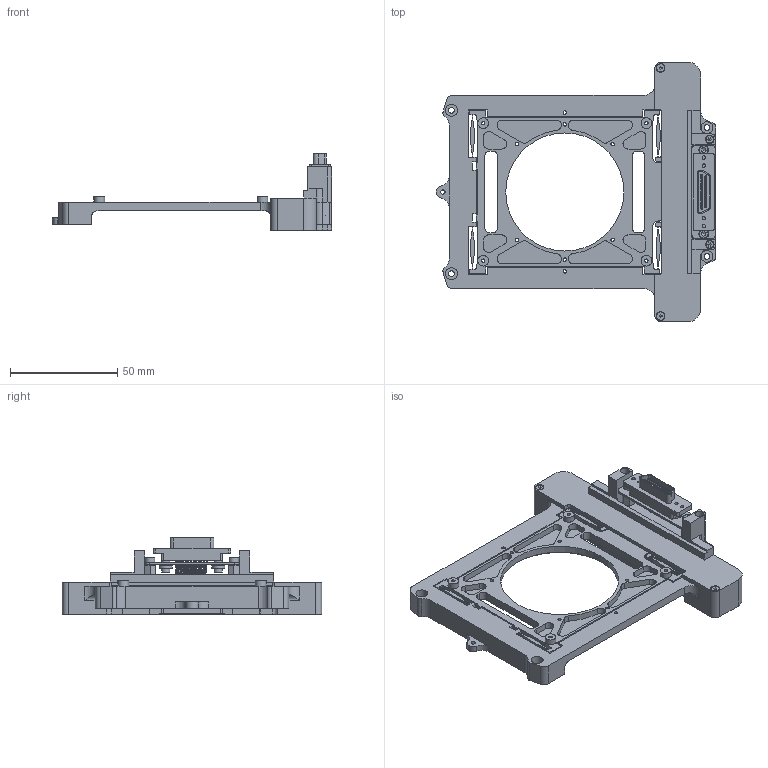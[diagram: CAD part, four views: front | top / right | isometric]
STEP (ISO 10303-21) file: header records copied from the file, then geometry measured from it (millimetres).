
FILE_DESCRIPTION(/* description */ (''),/* implementation_level */ '2;1');
FILE_NAME(/* name */ 'model_product_id59.stp',/* time_stamp */ '2016-08-02T13:59:50+02:00',/* author */ ('SD'),/* organization */ ('Micromotion GmbH Germany'),/* preprocessor_version */ 'ST-DEVELOPER v16.1',/* originating_system */ 'Autodesk Inventor 2016',/* authorisation */ '');
FILE_SCHEMA (('AUTOMOTIVE_DESIGN { 1 0 10303 214 3 1 1 }'));
Length unit declared in the file: millimetre
Products named in the file (1): model_product_id59
Bounding box: 130 x 121 x 35.6 mm (x, y, z)
Volume: 69784.2 mm3; surface area: 44127 mm2
Topology: 2 solids, 45 shells, 887 faces, 2376 edges, 1567 vertices
Faces by surface type: plane 473, cylinder 287, bspline 101, cone 20, torus 6
Full cylindrical faces by diameter (mm): 0.8 x25, 1 x25, 1.567 x12, 1.6 x4, 2 x1, 2.013 x2, 2.7 x4, 2.8 x2, 3.8 x6, 4 x6, 4.5 x2, 5 x4, 5.5 x4, 6 x2, 55 x1
Entity records: 37623 total; most frequent: CARTESIAN_POINT 14965, ORIENTED_EDGE 4372, DIRECTION 4350, EDGE_CURVE 2216, VERTEX_POINT 1533, AXIS2_PLACEMENT_3D 1530, LINE 1290, VECTOR 1290
